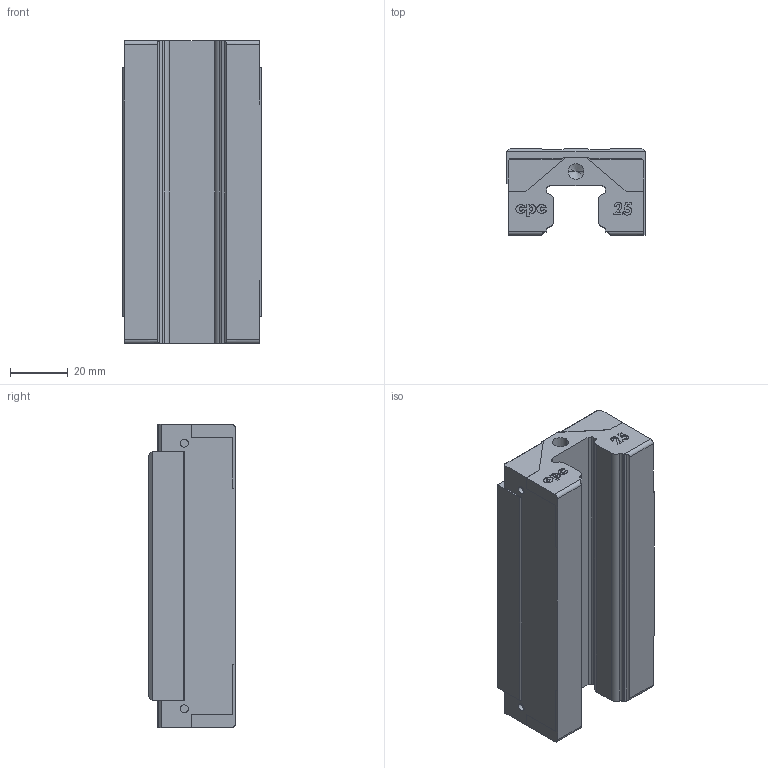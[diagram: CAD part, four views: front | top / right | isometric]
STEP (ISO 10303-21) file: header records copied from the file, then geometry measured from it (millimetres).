
FILE_DESCRIPTION (( 'STEP AP214' ), '1' );
FILE_NAME ('ERC25ML-BLOCK.STEP', '2013-03-11T10:49:21', ( 'CPC' ), ( '' ), 'SwSTEP 2.0', 'SolidWorks 2010', '' );
FILE_SCHEMA (( 'AUTOMOTIVE_DESIGN' ));
Length unit declared in the file: millimetre
Products named in the file (1): ERC25ML-BLOCK
Bounding box: 48 x 30 x 105 mm (x, y, z)
Volume: 112512.9 mm3; surface area: 23224.5 mm2
Topology: 1 solids, 1 shells, 314 faces, 840 edges, 546 vertices
Faces by surface type: plane 150, bspline 86, cylinder 58, cone 20
Entity records: 17196 total; most frequent: CARTESIAN_POINT 9408, ORIENTED_EDGE 1656, DIRECTION 1206, EDGE_CURVE 828, VERTEX_POINT 546, LINE 524, VECTOR 524, EDGE_LOOP 344
